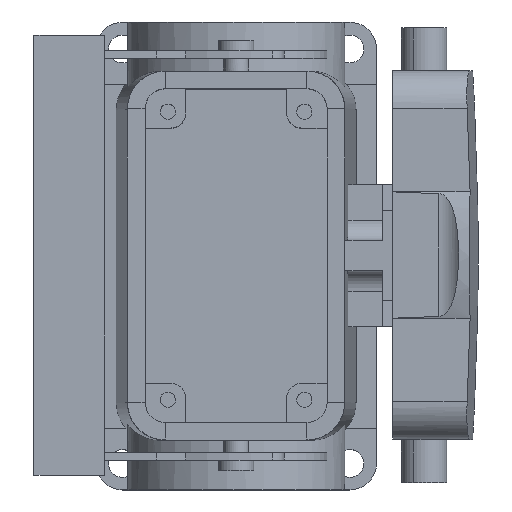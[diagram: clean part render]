
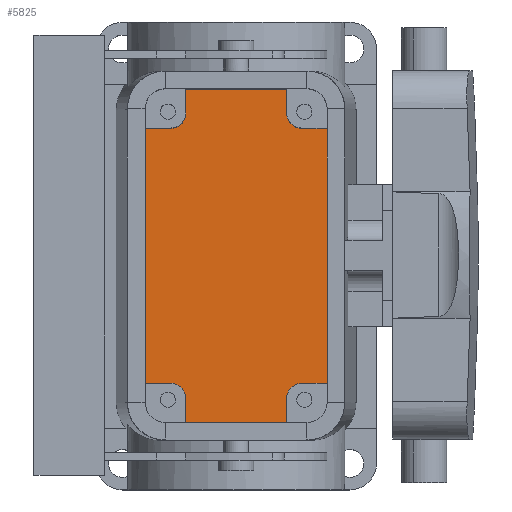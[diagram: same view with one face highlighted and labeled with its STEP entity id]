
A CAD part, top view. The second image highlights one B-rep face of the part: STEP entity #5825.
In plain terms, the highlighted planar face has unit normal (0, 0, 1).
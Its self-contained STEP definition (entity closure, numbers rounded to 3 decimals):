
#398=AXIS2_PLACEMENT_3D('Circle Axis2P3D',#396,#397,$) ;
#4702=AXIS2_PLACEMENT_3D('Circle Axis2P3D',#4700,#4701,$) ;
#4750=AXIS2_PLACEMENT_3D('Circle Axis2P3D',#4748,#4749,$) ;
#5710=AXIS2_PLACEMENT_3D('Circle Axis2P3D',#5708,#5709,$) ;
#5805=AXIS2_PLACEMENT_3D('Plane Axis2P3D',#5802,#5803,#5804) ;
#127=CARTESIAN_POINT('Vertex',(30.,79.25,5.5)) ;
#130=CARTESIAN_POINT('Line Origine',(40.,79.25,5.5)) ;
#134=CARTESIAN_POINT('Vertex',(50.,79.25,5.5)) ;
#203=CARTESIAN_POINT('Vertex',(30.,74.5,5.5)) ;
#206=CARTESIAN_POINT('Line Origine',(30.,76.875,5.5)) ;
#396=CARTESIAN_POINT('Axis2P3D Location',(27.,74.5,5.5)) ;
#400=CARTESIAN_POINT('Vertex',(27.,71.5,5.5)) ;
#431=CARTESIAN_POINT('Vertex',(53.,71.5,5.5)) ;
#434=CARTESIAN_POINT('Line Origine',(55.5,71.5,5.5)) ;
#438=CARTESIAN_POINT('Vertex',(58.,71.5,5.5)) ;
#1037=CARTESIAN_POINT('Vertex',(22.,71.5,5.5)) ;
#1040=CARTESIAN_POINT('Line Origine',(24.5,71.5,5.5)) ;
#1847=CARTESIAN_POINT('Vertex',(30.,18.,5.5)) ;
#1861=CARTESIAN_POINT('Vertex',(30.,13.25,5.5)) ;
#1864=CARTESIAN_POINT('Line Origine',(30.,15.625,5.5)) ;
#1881=CARTESIAN_POINT('Line Origine',(24.5,21.,5.5)) ;
#1885=CARTESIAN_POINT('Vertex',(22.,21.,5.5)) ;
#1887=CARTESIAN_POINT('Vertex',(27.,21.,5.5)) ;
#4673=CARTESIAN_POINT('Vertex',(58.,21.,5.5)) ;
#4676=CARTESIAN_POINT('Line Origine',(55.5,21.,5.5)) ;
#4680=CARTESIAN_POINT('Vertex',(53.,21.,5.5)) ;
#4700=CARTESIAN_POINT('Axis2P3D Location',(53.,18.,5.5)) ;
#4704=CARTESIAN_POINT('Vertex',(50.,18.,5.5)) ;
#4724=CARTESIAN_POINT('Line Origine',(50.,15.625,5.5)) ;
#4728=CARTESIAN_POINT('Vertex',(50.,13.25,5.5)) ;
#4748=CARTESIAN_POINT('Axis2P3D Location',(27.,18.,5.5)) ;
#5468=CARTESIAN_POINT('Line Origine',(22.,46.25,5.5)) ;
#5535=CARTESIAN_POINT('Line Origine',(40.,13.25,5.5)) ;
#5708=CARTESIAN_POINT('Axis2P3D Location',(53.,74.5,5.5)) ;
#5712=CARTESIAN_POINT('Vertex',(50.,74.5,5.5)) ;
#5744=CARTESIAN_POINT('Line Origine',(58.,46.25,5.5)) ;
#5790=CARTESIAN_POINT('Line Origine',(50.,76.875,5.5)) ;
#5802=CARTESIAN_POINT('Axis2P3D Location',(40.,46.25,5.5)) ;
#131=DIRECTION('Vector Direction',(-1.,0.,0.)) ;
#207=DIRECTION('Vector Direction',(0.,1.,0.)) ;
#397=DIRECTION('Axis2P3D Direction',(0.,-0.,-1.)) ;
#435=DIRECTION('Vector Direction',(-1.,0.,0.)) ;
#1041=DIRECTION('Vector Direction',(1.,0.,0.)) ;
#1865=DIRECTION('Vector Direction',(0.,-1.,0.)) ;
#1882=DIRECTION('Vector Direction',(1.,0.,0.)) ;
#4677=DIRECTION('Vector Direction',(-1.,0.,0.)) ;
#4701=DIRECTION('Axis2P3D Direction',(0.,0.,-1.)) ;
#4725=DIRECTION('Vector Direction',(0.,-1.,0.)) ;
#4749=DIRECTION('Axis2P3D Direction',(0.,0.,-1.)) ;
#5469=DIRECTION('Vector Direction',(0.,1.,0.)) ;
#5536=DIRECTION('Vector Direction',(1.,0.,0.)) ;
#5709=DIRECTION('Axis2P3D Direction',(0.,-0.,-1.)) ;
#5745=DIRECTION('Vector Direction',(0.,-1.,0.)) ;
#5791=DIRECTION('Vector Direction',(0.,1.,0.)) ;
#5803=DIRECTION('Axis2P3D Direction',(-0.,0.,1.)) ;
#5804=DIRECTION('Axis2P3D XDirection',(0.,-1.,0.)) ;
#132=VECTOR('Line Direction',#131,1.) ;
#208=VECTOR('Line Direction',#207,1.) ;
#436=VECTOR('Line Direction',#435,1.) ;
#1042=VECTOR('Line Direction',#1041,1.) ;
#1866=VECTOR('Line Direction',#1865,1.) ;
#1883=VECTOR('Line Direction',#1882,1.) ;
#4678=VECTOR('Line Direction',#4677,1.) ;
#4726=VECTOR('Line Direction',#4725,1.) ;
#5470=VECTOR('Line Direction',#5469,1.) ;
#5537=VECTOR('Line Direction',#5536,1.) ;
#5746=VECTOR('Line Direction',#5745,1.) ;
#5792=VECTOR('Line Direction',#5791,1.) ;
#5808=ORIENTED_EDGE('',*,*,#4752,.F.) ;
#5809=ORIENTED_EDGE('',*,*,#1868,.T.) ;
#5810=ORIENTED_EDGE('',*,*,#5539,.T.) ;
#5811=ORIENTED_EDGE('',*,*,#4730,.F.) ;
#5812=ORIENTED_EDGE('',*,*,#4706,.F.) ;
#5813=ORIENTED_EDGE('',*,*,#4682,.F.) ;
#5814=ORIENTED_EDGE('',*,*,#5748,.T.) ;
#5815=ORIENTED_EDGE('',*,*,#440,.T.) ;
#5816=ORIENTED_EDGE('',*,*,#5714,.F.) ;
#5817=ORIENTED_EDGE('',*,*,#5794,.T.) ;
#5818=ORIENTED_EDGE('',*,*,#136,.T.) ;
#5819=ORIENTED_EDGE('',*,*,#210,.F.) ;
#5820=ORIENTED_EDGE('',*,*,#402,.F.) ;
#5821=ORIENTED_EDGE('',*,*,#1044,.F.) ;
#5822=ORIENTED_EDGE('',*,*,#5472,.T.) ;
#5823=ORIENTED_EDGE('',*,*,#1889,.T.) ;
#5825=ADVANCED_FACE('Housing',(#5824),#5806,.T.) ;
#399=CIRCLE('generated circle',#398,3.) ;
#4703=CIRCLE('generated circle',#4702,3.) ;
#4751=CIRCLE('generated circle',#4750,3.) ;
#5711=CIRCLE('generated circle',#5710,3.) ;
#136=EDGE_CURVE('',#135,#128,#133,.T.) ;
#210=EDGE_CURVE('',#204,#128,#209,.T.) ;
#402=EDGE_CURVE('',#401,#204,#399,.F.) ;
#440=EDGE_CURVE('',#439,#432,#437,.T.) ;
#1044=EDGE_CURVE('',#1038,#401,#1043,.T.) ;
#1868=EDGE_CURVE('',#1848,#1862,#1867,.T.) ;
#1889=EDGE_CURVE('',#1886,#1888,#1884,.T.) ;
#4682=EDGE_CURVE('',#4674,#4681,#4679,.T.) ;
#4706=EDGE_CURVE('',#4681,#4705,#4703,.F.) ;
#4730=EDGE_CURVE('',#4705,#4729,#4727,.T.) ;
#4752=EDGE_CURVE('',#1848,#1888,#4751,.F.) ;
#5472=EDGE_CURVE('',#1038,#1886,#5471,.F.) ;
#5539=EDGE_CURVE('',#1862,#4729,#5538,.T.) ;
#5714=EDGE_CURVE('',#5713,#432,#5711,.F.) ;
#5748=EDGE_CURVE('',#4674,#439,#5747,.F.) ;
#5794=EDGE_CURVE('',#5713,#135,#5793,.T.) ;
#5807=EDGE_LOOP('',(#5808,#5809,#5810,#5811,#5812,#5813,#5814,#5815,#5816,#5817,#5818,#5819,#5820,#5821,#5822,#5823)) ;
#5824=FACE_OUTER_BOUND('',#5807,.T.) ;
#133=LINE('Line',#130,#132) ;
#209=LINE('Line',#206,#208) ;
#437=LINE('Line',#434,#436) ;
#1043=LINE('Line',#1040,#1042) ;
#1867=LINE('Line',#1864,#1866) ;
#1884=LINE('Line',#1881,#1883) ;
#4679=LINE('Line',#4676,#4678) ;
#4727=LINE('Line',#4724,#4726) ;
#5471=LINE('Line',#5468,#5470) ;
#5538=LINE('Line',#5535,#5537) ;
#5747=LINE('Line',#5744,#5746) ;
#5793=LINE('Line',#5790,#5792) ;
#5806=PLANE('',#5805) ;
#128=VERTEX_POINT('',#127) ;
#135=VERTEX_POINT('',#134) ;
#204=VERTEX_POINT('',#203) ;
#401=VERTEX_POINT('',#400) ;
#432=VERTEX_POINT('',#431) ;
#439=VERTEX_POINT('',#438) ;
#1038=VERTEX_POINT('',#1037) ;
#1848=VERTEX_POINT('',#1847) ;
#1862=VERTEX_POINT('',#1861) ;
#1886=VERTEX_POINT('',#1885) ;
#1888=VERTEX_POINT('',#1887) ;
#4674=VERTEX_POINT('',#4673) ;
#4681=VERTEX_POINT('',#4680) ;
#4705=VERTEX_POINT('',#4704) ;
#4729=VERTEX_POINT('',#4728) ;
#5713=VERTEX_POINT('',#5712) ;
